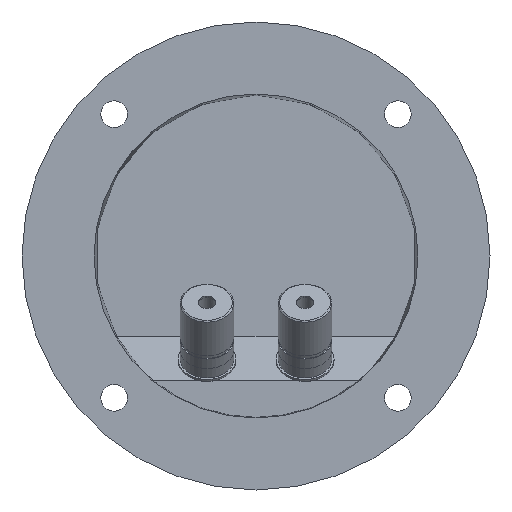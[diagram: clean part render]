
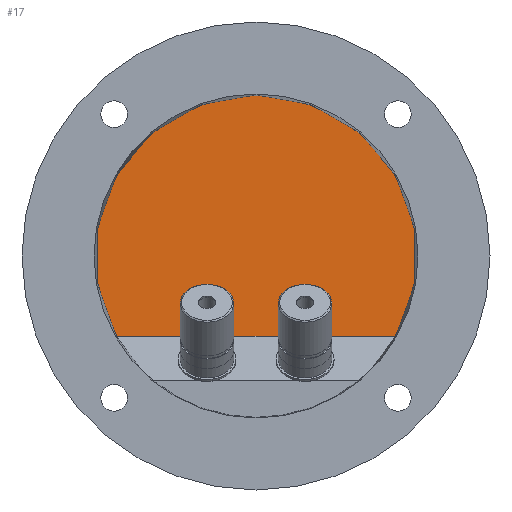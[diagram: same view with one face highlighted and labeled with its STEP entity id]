
A CAD part, front view. The second image highlights one B-rep face of the part: STEP entity #17.
In plain terms, the highlighted planar face has unit normal (0, -1, 0).
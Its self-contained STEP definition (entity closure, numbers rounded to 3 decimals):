
#17 = ADVANCED_FACE('',(#18),#33,.F.);
#18 = FACE_BOUND('',#19,.F.);
#19 = EDGE_LOOP('',(#20,#60,#93,#126));
#20 = ORIENTED_EDGE('',*,*,#21,.F.);
#21 = EDGE_CURVE('',#22,#24,#26,.T.);
#22 = VERTEX_POINT('',#23);
#23 = CARTESIAN_POINT('',(0.,15.,38.));
#24 = VERTEX_POINT('',#25);
#25 = CARTESIAN_POINT('',(-33.466,15.,-18.));
#26 = SURFACE_CURVE('',#27,(#32,#48),.PCURVE_S1.);
#27 = CIRCLE('',#28,38.);
#28 = AXIS2_PLACEMENT_3D('',#29,#30,#31);
#29 = CARTESIAN_POINT('',(0.,15.,0.));
#30 = DIRECTION('',(0.,-1.,0.));
#31 = DIRECTION('',(1.,0.,0.));
#32 = PCURVE('',#33,#38);
#33 = PLANE('',#34);
#34 = AXIS2_PLACEMENT_3D('',#35,#36,#37);
#35 = CARTESIAN_POINT('',(-38.3,15.,38.));
#36 = DIRECTION('',(0.,1.,0.));
#37 = DIRECTION('',(0.,0.,-1.));
#38 = DEFINITIONAL_REPRESENTATION('',(#39),#47);
#39 = ( BOUNDED_CURVE() B_SPLINE_CURVE(2,(#40,#41,#42,#43,#44,#45,#46),
.UNSPECIFIED.,.T.,.F.) B_SPLINE_CURVE_WITH_KNOTS((1,2,2,2,2,1),(
    -2.094,0.,2.094,4.189,6.283,
8.378),.UNSPECIFIED.) CURVE() GEOMETRIC_REPRESENTATION_ITEM() 
RATIONAL_B_SPLINE_CURVE((1.,0.5,1.,0.5,1.,0.5,1.)) REPRESENTATION_ITEM(
  '') );
#40 = CARTESIAN_POINT('',(38.,-76.3));
#41 = CARTESIAN_POINT('',(-27.818,-76.3));
#42 = CARTESIAN_POINT('',(5.091,-19.3));
#43 = CARTESIAN_POINT('',(38.,37.7));
#44 = CARTESIAN_POINT('',(70.909,-19.3));
#45 = CARTESIAN_POINT('',(103.818,-76.3));
#46 = CARTESIAN_POINT('',(38.,-76.3));
#47 = ( GEOMETRIC_REPRESENTATION_CONTEXT(2) 
PARAMETRIC_REPRESENTATION_CONTEXT() REPRESENTATION_CONTEXT('2D SPACE',''
  ) );
#48 = PCURVE('',#49,#54);
#49 = CYLINDRICAL_SURFACE('',#50,38.);
#50 = AXIS2_PLACEMENT_3D('',#51,#52,#53);
#51 = CARTESIAN_POINT('',(0.,0.,0.));
#52 = DIRECTION('',(0.,-1.,0.));
#53 = DIRECTION('',(1.,0.,0.));
#54 = DEFINITIONAL_REPRESENTATION('',(#55),#59);
#55 = LINE('',#56,#57);
#56 = CARTESIAN_POINT('',(0.,-15.));
#57 = VECTOR('',#58,1.);
#58 = DIRECTION('',(1.,0.));
#59 = ( GEOMETRIC_REPRESENTATION_CONTEXT(2) 
PARAMETRIC_REPRESENTATION_CONTEXT() REPRESENTATION_CONTEXT('2D SPACE',''
  ) );
#60 = ORIENTED_EDGE('',*,*,#61,.F.);
#61 = EDGE_CURVE('',#62,#22,#64,.T.);
#62 = VERTEX_POINT('',#63);
#63 = CARTESIAN_POINT('',(38.,15.,0.));
#64 = SURFACE_CURVE('',#65,(#70,#81),.PCURVE_S1.);
#65 = CIRCLE('',#66,38.);
#66 = AXIS2_PLACEMENT_3D('',#67,#68,#69);
#67 = CARTESIAN_POINT('',(0.,15.,0.));
#68 = DIRECTION('',(0.,-1.,0.));
#69 = DIRECTION('',(1.,0.,0.));
#70 = PCURVE('',#33,#71);
#71 = DEFINITIONAL_REPRESENTATION('',(#72),#80);
#72 = ( BOUNDED_CURVE() B_SPLINE_CURVE(2,(#73,#74,#75,#76,#77,#78,#79),
.UNSPECIFIED.,.T.,.F.) B_SPLINE_CURVE_WITH_KNOTS((1,2,2,2,2,1),(
    -2.094,0.,2.094,4.189,6.283,
8.378),.UNSPECIFIED.) CURVE() GEOMETRIC_REPRESENTATION_ITEM() 
RATIONAL_B_SPLINE_CURVE((1.,0.5,1.,0.5,1.,0.5,1.)) REPRESENTATION_ITEM(
  '') );
#73 = CARTESIAN_POINT('',(38.,-76.3));
#74 = CARTESIAN_POINT('',(-27.818,-76.3));
#75 = CARTESIAN_POINT('',(5.091,-19.3));
#76 = CARTESIAN_POINT('',(38.,37.7));
#77 = CARTESIAN_POINT('',(70.909,-19.3));
#78 = CARTESIAN_POINT('',(103.818,-76.3));
#79 = CARTESIAN_POINT('',(38.,-76.3));
#80 = ( GEOMETRIC_REPRESENTATION_CONTEXT(2) 
PARAMETRIC_REPRESENTATION_CONTEXT() REPRESENTATION_CONTEXT('2D SPACE',''
  ) );
#81 = PCURVE('',#82,#87);
#82 = CYLINDRICAL_SURFACE('',#83,38.);
#83 = AXIS2_PLACEMENT_3D('',#84,#85,#86);
#84 = CARTESIAN_POINT('',(0.,0.,0.));
#85 = DIRECTION('',(0.,-1.,0.));
#86 = DIRECTION('',(1.,0.,0.));
#87 = DEFINITIONAL_REPRESENTATION('',(#88),#92);
#88 = LINE('',#89,#90);
#89 = CARTESIAN_POINT('',(0.,-15.));
#90 = VECTOR('',#91,1.);
#91 = DIRECTION('',(1.,0.));
#92 = ( GEOMETRIC_REPRESENTATION_CONTEXT(2) 
PARAMETRIC_REPRESENTATION_CONTEXT() REPRESENTATION_CONTEXT('2D SPACE',''
  ) );
#93 = ORIENTED_EDGE('',*,*,#94,.F.);
#94 = EDGE_CURVE('',#95,#62,#97,.T.);
#95 = VERTEX_POINT('',#96);
#96 = CARTESIAN_POINT('',(33.466,15.,-18.));
#97 = SURFACE_CURVE('',#98,(#103,#114),.PCURVE_S1.);
#98 = CIRCLE('',#99,38.);
#99 = AXIS2_PLACEMENT_3D('',#100,#101,#102);
#100 = CARTESIAN_POINT('',(0.,15.,0.));
#101 = DIRECTION('',(0.,-1.,0.));
#102 = DIRECTION('',(1.,0.,0.));
#103 = PCURVE('',#33,#104);
#104 = DEFINITIONAL_REPRESENTATION('',(#105),#113);
#105 = ( BOUNDED_CURVE() B_SPLINE_CURVE(2,(#106,#107,#108,#109,#110,#111
,#112),.UNSPECIFIED.,.T.,.F.) B_SPLINE_CURVE_WITH_KNOTS((1,2,2,2,2,1),(
    -2.094,0.,2.094,4.189,6.283,
8.378),.UNSPECIFIED.) CURVE() GEOMETRIC_REPRESENTATION_ITEM() 
RATIONAL_B_SPLINE_CURVE((1.,0.5,1.,0.5,1.,0.5,1.)) REPRESENTATION_ITEM(
  '') );
#106 = CARTESIAN_POINT('',(38.,-76.3));
#107 = CARTESIAN_POINT('',(-27.818,-76.3));
#108 = CARTESIAN_POINT('',(5.091,-19.3));
#109 = CARTESIAN_POINT('',(38.,37.7));
#110 = CARTESIAN_POINT('',(70.909,-19.3));
#111 = CARTESIAN_POINT('',(103.818,-76.3));
#112 = CARTESIAN_POINT('',(38.,-76.3));
#113 = ( GEOMETRIC_REPRESENTATION_CONTEXT(2) 
PARAMETRIC_REPRESENTATION_CONTEXT() REPRESENTATION_CONTEXT('2D SPACE',''
  ) );
#114 = PCURVE('',#115,#120);
#115 = CYLINDRICAL_SURFACE('',#116,38.);
#116 = AXIS2_PLACEMENT_3D('',#117,#118,#119);
#117 = CARTESIAN_POINT('',(0.,0.,0.));
#118 = DIRECTION('',(0.,-1.,0.));
#119 = DIRECTION('',(1.,0.,0.));
#120 = DEFINITIONAL_REPRESENTATION('',(#121),#125);
#121 = LINE('',#122,#123);
#122 = CARTESIAN_POINT('',(0.,-15.));
#123 = VECTOR('',#124,1.);
#124 = DIRECTION('',(1.,0.));
#125 = ( GEOMETRIC_REPRESENTATION_CONTEXT(2) 
PARAMETRIC_REPRESENTATION_CONTEXT() REPRESENTATION_CONTEXT('2D SPACE',''
  ) );
#126 = ORIENTED_EDGE('',*,*,#127,.F.);
#127 = EDGE_CURVE('',#24,#95,#128,.T.);
#128 = SURFACE_CURVE('',#129,(#133,#140),.PCURVE_S1.);
#129 = LINE('',#130,#131);
#130 = CARTESIAN_POINT('',(-38.3,15.,-18.));
#131 = VECTOR('',#132,1.);
#132 = DIRECTION('',(1.,0.,0.));
#133 = PCURVE('',#33,#134);
#134 = DEFINITIONAL_REPRESENTATION('',(#135),#139);
#135 = LINE('',#136,#137);
#136 = CARTESIAN_POINT('',(56.,0.));
#137 = VECTOR('',#138,1.);
#138 = DIRECTION('',(0.,-1.));
#139 = ( GEOMETRIC_REPRESENTATION_CONTEXT(2) 
PARAMETRIC_REPRESENTATION_CONTEXT() REPRESENTATION_CONTEXT('2D SPACE',''
  ) );
#140 = PCURVE('',#141,#146);
#141 = PLANE('',#142);
#142 = AXIS2_PLACEMENT_3D('',#143,#144,#145);
#143 = CARTESIAN_POINT('',(-38.3,15.,-18.));
#144 = DIRECTION('',(0.,0.707,-0.707));
#145 = DIRECTION('',(0.,-0.707,-0.707));
#146 = DEFINITIONAL_REPRESENTATION('',(#147),#151);
#147 = LINE('',#148,#149);
#148 = CARTESIAN_POINT('',(0.,0.));
#149 = VECTOR('',#150,1.);
#150 = DIRECTION('',(0.,-1.));
#151 = ( GEOMETRIC_REPRESENTATION_CONTEXT(2) 
PARAMETRIC_REPRESENTATION_CONTEXT() REPRESENTATION_CONTEXT('2D SPACE',''
  ) );
